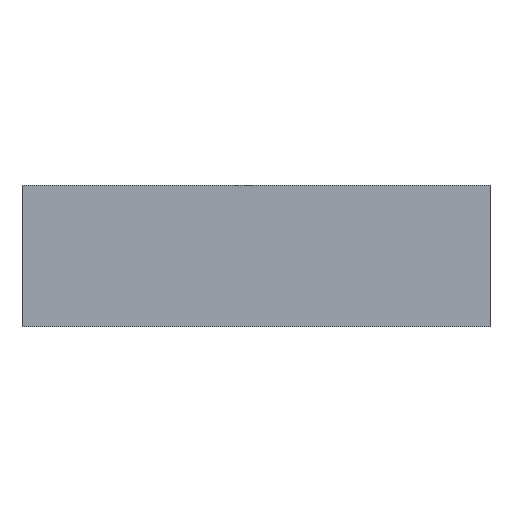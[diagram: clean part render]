
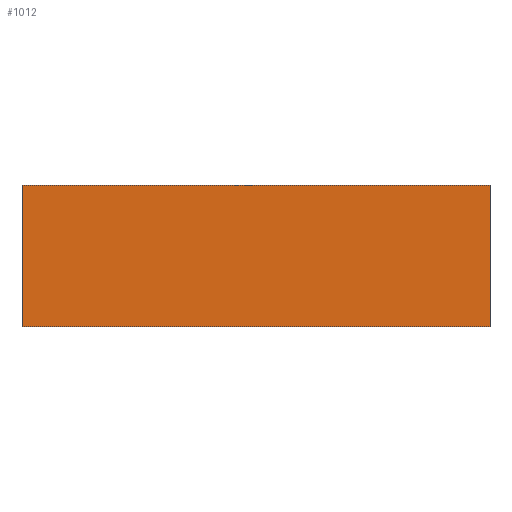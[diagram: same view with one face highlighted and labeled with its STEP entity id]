
A CAD part, left-side view. The second image highlights one B-rep face of the part: STEP entity #1012.
In plain terms, the highlighted planar face has unit normal (-1, 0, 0).
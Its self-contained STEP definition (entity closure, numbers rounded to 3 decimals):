
#63=PLANE('',#1084);
#105=FACE_OUTER_BOUND('',#157,.T.);
#157=EDGE_LOOP('',(#850,#851,#852,#853));
#233=LINE('',#1700,#353);
#249=LINE('',#1730,#369);
#284=LINE('',#2191,#404);
#285=LINE('',#2192,#405);
#353=VECTOR('',#1159,10.);
#369=VECTOR('',#1177,10.);
#404=VECTOR('',#1244,10.);
#405=VECTOR('',#1245,10.);
#483=VERTEX_POINT('',#1697);
#484=VERTEX_POINT('',#1699);
#497=VERTEX_POINT('',#1729);
#538=VERTEX_POINT('',#2190);
#586=EDGE_CURVE('',#483,#484,#233,.T.);
#602=EDGE_CURVE('',#497,#484,#249,.T.);
#656=EDGE_CURVE('',#538,#483,#284,.T.);
#657=EDGE_CURVE('',#538,#497,#285,.T.);
#850=ORIENTED_EDGE('',*,*,#602,.T.);
#851=ORIENTED_EDGE('',*,*,#586,.F.);
#852=ORIENTED_EDGE('',*,*,#656,.F.);
#853=ORIENTED_EDGE('',*,*,#657,.T.);
#1012=ADVANCED_FACE('',(#105),#63,.T.);
#1084=AXIS2_PLACEMENT_3D('',#2189,#1242,#1243);
#1159=DIRECTION('',(0.,-1.,0.));
#1177=DIRECTION('',(0.,0.,1.));
#1242=DIRECTION('center_axis',(-1.,0.,0.));
#1243=DIRECTION('ref_axis',(0.,-1.,0.));
#1244=DIRECTION('',(0.,0.,1.));
#1245=DIRECTION('',(0.,-1.,0.));
#1697=CARTESIAN_POINT('',(285.1,0.,48.175));
#1699=CARTESIAN_POINT('',(285.1,-148.971,48.175));
#1700=CARTESIAN_POINT('',(285.1,-218.,48.175));
#1729=CARTESIAN_POINT('',(285.1,-148.971,3.175));
#1730=CARTESIAN_POINT('',(285.1,-148.971,14.425));
#2189=CARTESIAN_POINT('Origin',(285.1,0.,3.175));
#2190=CARTESIAN_POINT('',(285.1,0.,3.175));
#2191=CARTESIAN_POINT('',(285.1,0.,3.175));
#2192=CARTESIAN_POINT('',(285.1,0.,3.175));
